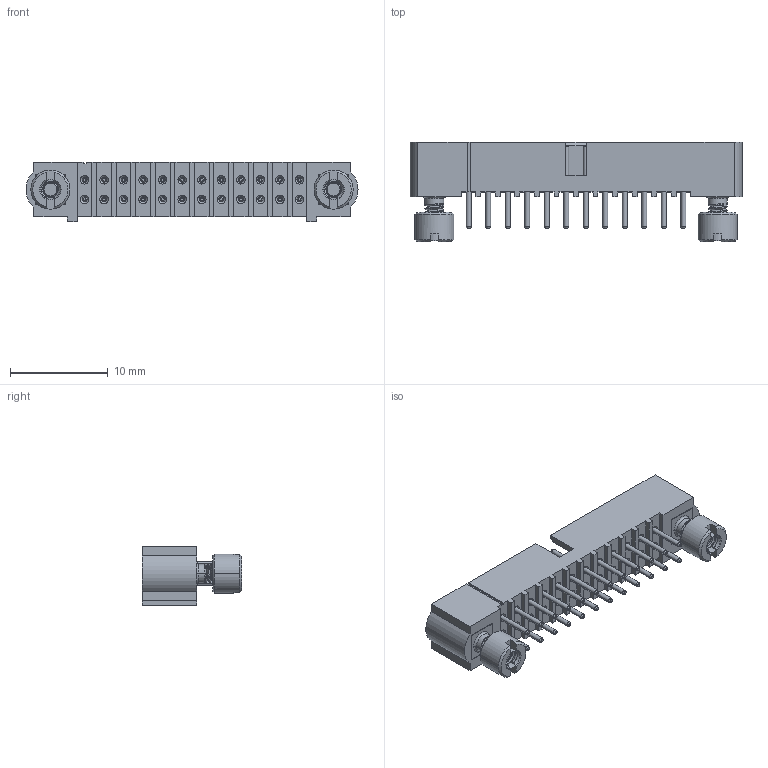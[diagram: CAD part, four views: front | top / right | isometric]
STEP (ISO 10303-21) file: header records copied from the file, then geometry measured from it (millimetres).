
FILE_DESCRIPTION((''),'2;1');
FILE_NAME('M80-5102022_ASM','2012-03-23T',('wbourne'),(''),'PRO/ENGINEER BY PARAMETRIC TECHNOLOGY CORPORATION, 2010280','PRO/ENGINEER BY PARAMETRIC TECHNOLOGY CORPORATION, 2010280','');
FILE_SCHEMA(('CONFIG_CONTROL_DESIGN','SHAPE_APPEARANCE_LAYERS_GROUPS'));
Length unit declared in the file: millimetre
Products named in the file (5): M80-2702098; M80-0200049; M80-211; M80-213; M80-5102022_ASM
Assembly tree (29 placements, depth 2):
  M80-5102022_ASM
    M80-2702098
    M80-0200049  x24
    M80-211  x2
    M80-213  x2
Bounding box: 34 x 10.2 x 6.05 mm (x, y, z)
Volume: 682.6 mm3; surface area: 2011.2 mm2
Topology: 29 solids, 35 shells, 1039 faces, 2447 edges, 1500 vertices
Faces by surface type: plane 409, cylinder 270, cone 182, bspline 174, torus 4
Entity records: 22158 total; most frequent: CARTESIAN_POINT 9905, ORIENTED_EDGE 1920, DIRECTION 1787, PRESENTATION_STYLE_ASSIGNMENT 978, STYLED_ITEM 973, CURVE_STYLE 966, EDGE_CURVE 966, AXIS2_PLACEMENT_3D 636
